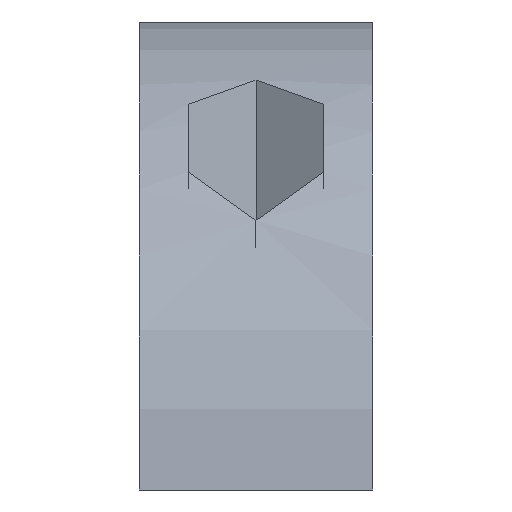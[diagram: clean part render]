
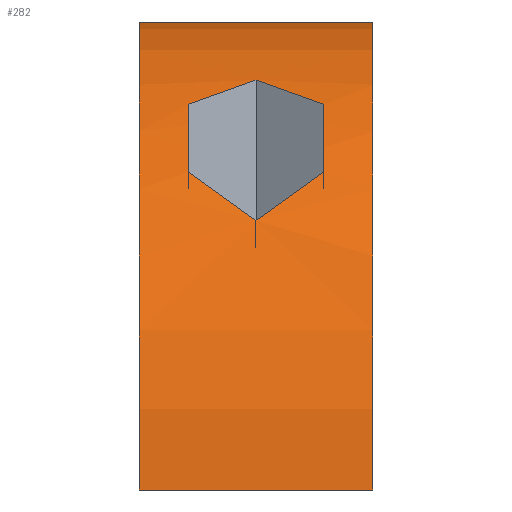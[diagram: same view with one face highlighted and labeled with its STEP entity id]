
A CAD part, left-side view. The second image highlights one B-rep face of the part: STEP entity #282.
In plain terms, the highlighted cylindrical face has radius 20 mm (diameter 40 mm), a partial arc.
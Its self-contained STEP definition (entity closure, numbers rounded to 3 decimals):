
#282=ADVANCED_FACE('',(#602,#604),#606,.T.);
#602=FACE_BOUND('',#603,.T.);
#603=EDGE_LOOP('',(#836,#837,#838,#839));
#604=FACE_BOUND('',#605,.T.);
#605=EDGE_LOOP('',(#840,#841,#842,#843,#844,#845));
#606=CYLINDRICAL_SURFACE('',#607,20.);
#607=AXIS2_PLACEMENT_3D('',#608,#609,#610);
#608=CARTESIAN_POINT('',(-200.,0.,0.));
#609=DIRECTION('',(0.,1.,0.));
#610=DIRECTION('',(-1.,0.,0.));
#836=ORIENTED_EDGE('',*,*,#967,.T.);
#837=ORIENTED_EDGE('',*,*,#997,.T.);
#838=ORIENTED_EDGE('',*,*,#953,.F.);
#839=ORIENTED_EDGE('',*,*,#935,.F.);
#840=ORIENTED_EDGE('',*,*,#984,.T.);
#841=ORIENTED_EDGE('',*,*,#982,.T.);
#842=ORIENTED_EDGE('',*,*,#980,.T.);
#843=ORIENTED_EDGE('',*,*,#978,.T.);
#844=ORIENTED_EDGE('',*,*,#976,.T.);
#845=ORIENTED_EDGE('',*,*,#973,.T.);
#935=EDGE_CURVE('',#1063,#1065,#1066,.T.);
#953=EDGE_CURVE('',#1065,#1097,#1098,.T.);
#967=EDGE_CURVE('',#1063,#1121,#1123,.T.);
#973=EDGE_CURVE('',#1131,#1132,#1133,.T.);
#976=EDGE_CURVE('',#1136,#1131,#1137,.F.);
#978=EDGE_CURVE('',#1139,#1136,#1140,.F.);
#980=EDGE_CURVE('',#1142,#1139,#1143,.F.);
#982=EDGE_CURVE('',#1145,#1142,#1146,.T.);
#984=EDGE_CURVE('',#1132,#1145,#1148,.T.);
#997=EDGE_CURVE('',#1121,#1097,#1167,.T.);
#1063=VERTEX_POINT('',#1288);
#1065=VERTEX_POINT('',#1292);
#1066=LINE('',#1293,#1294);
#1097=VERTEX_POINT('',#1374);
#1098=CIRCLE('',#1375,20.);
#1121=VERTEX_POINT('',#1425);
#1123=CIRCLE('',#1429,20.);
#1131=VERTEX_POINT('',#1453);
#1132=VERTEX_POINT('',#1454);
#1133=(BOUNDED_CURVE()B_SPLINE_CURVE(3,
(#1455,#1456,#1457,#1458),
.UNSPECIFIED.,.F.,.F.)B_SPLINE_CURVE_WITH_KNOTS((4,4),
(0.,1.),
.UNSPECIFIED.)CURVE()GEOMETRIC_REPRESENTATION_ITEM()RATIONAL_B_SPLINE_CURVE((1.,
0.999,0.999,1.))REPRESENTATION_ITEM(''));
#1136=VERTEX_POINT('',#1465);
#1137=(BOUNDED_CURVE()B_SPLINE_CURVE(3,
(#1466,#1467,#1468,#1469),
.UNSPECIFIED.,.F.,.F.)B_SPLINE_CURVE_WITH_KNOTS((4,4),
(0.,1.),
.UNSPECIFIED.)CURVE()GEOMETRIC_REPRESENTATION_ITEM()RATIONAL_B_SPLINE_CURVE((1.,
0.999,0.999,1.))REPRESENTATION_ITEM(''));
#1139=VERTEX_POINT('',#1473);
#1140=CIRCLE('',#1474,20.);
#1142=VERTEX_POINT('',#1481);
#1143=(BOUNDED_CURVE()B_SPLINE_CURVE(3,
(#1482,#1483,#1484,#1485),
.UNSPECIFIED.,.F.,.F.)B_SPLINE_CURVE_WITH_KNOTS((4,4),
(0.,1.),
.UNSPECIFIED.)CURVE()GEOMETRIC_REPRESENTATION_ITEM()RATIONAL_B_SPLINE_CURVE((1.,
0.999,0.999,1.))REPRESENTATION_ITEM(''));
#1145=VERTEX_POINT('',#1489);
#1146=(BOUNDED_CURVE()B_SPLINE_CURVE(3,
(#1490,#1491,#1492,#1493),
.UNSPECIFIED.,.F.,.F.)B_SPLINE_CURVE_WITH_KNOTS((4,4),
(0.,1.),
.UNSPECIFIED.)CURVE()GEOMETRIC_REPRESENTATION_ITEM()RATIONAL_B_SPLINE_CURVE((1.,
0.999,0.999,1.))REPRESENTATION_ITEM(''));
#1148=CIRCLE('',#1497,20.);
#1167=LINE('',#1543,#1544);
#1288=CARTESIAN_POINT('',(-220.,0.,0.));
#1292=CARTESIAN_POINT('',(-220.,10.,0.));
#1293=CARTESIAN_POINT('',(-220.,0.,0.));
#1294=VECTOR('',#1295,1.);
#1295=DIRECTION('',(0.,1.,0.));
#1374=CARTESIAN_POINT('',(-200.,10.,20.));
#1375=AXIS2_PLACEMENT_3D('',#1376,#1377,#1378);
#1376=CARTESIAN_POINT('',(-200.,10.,0.));
#1377=DIRECTION('',(0.,1.,0.));
#1378=DIRECTION('',(-1.,0.,0.));
#1425=CARTESIAN_POINT('',(-200.,0.,20.));
#1429=AXIS2_PLACEMENT_3D('',#1430,#1431,#1432);
#1430=CARTESIAN_POINT('',(-200.,0.,0.));
#1431=DIRECTION('',(0.,1.,0.));
#1432=DIRECTION('',(-1.,0.,0.));
#1453=CARTESIAN_POINT('',(-216.349,5.,11.521));
#1454=CARTESIAN_POINT('',(-214.674,7.9,13.589));
#1455=CARTESIAN_POINT('',(-216.349,5.,11.521));
#1456=CARTESIAN_POINT('',(-215.837,5.886,12.247));
#1457=CARTESIAN_POINT('',(-215.278,6.854,12.937));
#1458=CARTESIAN_POINT('',(-214.674,7.9,13.589));
#1465=CARTESIAN_POINT('',(-214.674,2.1,13.589));
#1466=CARTESIAN_POINT('',(-216.349,5.,11.521));
#1467=CARTESIAN_POINT('',(-215.837,4.114,12.247));
#1468=CARTESIAN_POINT('',(-215.278,3.146,12.937));
#1469=CARTESIAN_POINT('',(-214.674,2.1,13.589));
#1473=CARTESIAN_POINT('',(-211.326,2.1,16.484));
#1474=AXIS2_PLACEMENT_3D('',#1475,#1476,#1477);
#1475=CARTESIAN_POINT('',(-200.,2.1,0.));
#1476=DIRECTION('',(0.,1.,0.));
#1477=DIRECTION('',(-0.734,0.,0.679));
#1481=CARTESIAN_POINT('',(-209.651,5.,17.517));
#1482=CARTESIAN_POINT('',(-211.326,2.1,16.484));
#1483=CARTESIAN_POINT('',(-210.785,3.037,16.856));
#1484=CARTESIAN_POINT('',(-210.226,4.004,17.2));
#1485=CARTESIAN_POINT('',(-209.651,5.,17.517));
#1489=CARTESIAN_POINT('',(-211.326,7.9,16.484));
#1490=CARTESIAN_POINT('',(-211.326,7.9,16.484));
#1491=CARTESIAN_POINT('',(-210.785,6.963,16.856));
#1492=CARTESIAN_POINT('',(-210.226,5.996,17.2));
#1493=CARTESIAN_POINT('',(-209.651,5.,17.517));
#1497=AXIS2_PLACEMENT_3D('',#1498,#1499,#1500);
#1498=CARTESIAN_POINT('',(-200.,7.9,0.));
#1499=DIRECTION('',(0.,1.,0.));
#1500=DIRECTION('',(-0.734,0.,0.679));
#1543=CARTESIAN_POINT('',(-200.,0.,20.));
#1544=VECTOR('',#1545,1.);
#1545=DIRECTION('',(0.,1.,0.));
